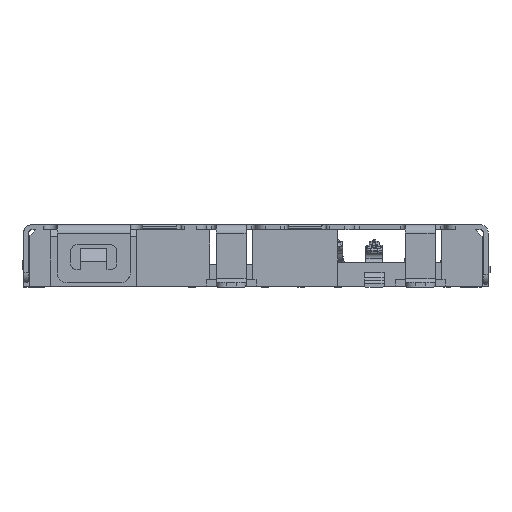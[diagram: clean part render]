
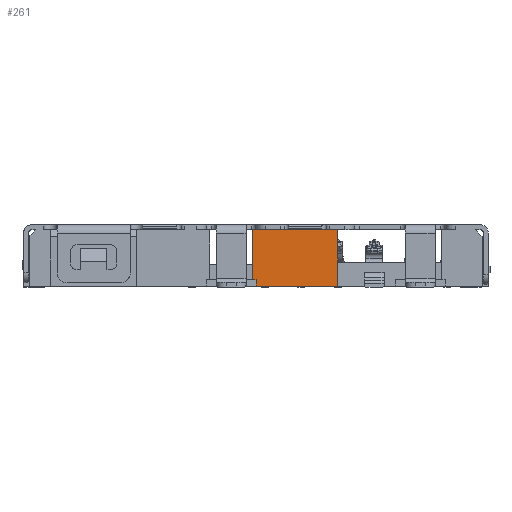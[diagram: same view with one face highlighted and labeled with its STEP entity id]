
A CAD part, front view. The second image highlights one B-rep face of the part: STEP entity #261.
In plain terms, the highlighted planar face has unit normal (0, -1, 0).
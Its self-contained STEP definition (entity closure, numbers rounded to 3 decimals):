
#261=ADVANCED_FACE('',(#2147),#2148,.F.);
#2147=FACE_OUTER_BOUND('',#5557,.T.);
#2148=PLANE('',#5558);
#5557=EDGE_LOOP('',(#34277,#34278,#34279,#34280,#34281,#34282));
#5558=AXIS2_PLACEMENT_3D('',#34283,#34284,#34285);
#34277=ORIENTED_EDGE('',*,*,#46986,.F.);
#34278=ORIENTED_EDGE('',*,*,#47002,.F.);
#34279=ORIENTED_EDGE('',*,*,#47003,.F.);
#34280=ORIENTED_EDGE('',*,*,#47004,.F.);
#34281=ORIENTED_EDGE('',*,*,#46781,.F.);
#34282=ORIENTED_EDGE('',*,*,#47001,.T.);
#34283=CARTESIAN_POINT('',(51.466,58.602,0.75));
#34284=DIRECTION('',(0.0,1.0,0.0));
#34285=DIRECTION('',(1.0,0.0,-0.0));
#46781=EDGE_CURVE('',#51958,#51960,#51961,.T.);
#46986=EDGE_CURVE('',#52309,#52311,#52312,.T.);
#47001=EDGE_CURVE('',#51958,#52311,#52335,.T.);
#47002=EDGE_CURVE('',#52336,#52309,#52337,.T.);
#47003=EDGE_CURVE('',#52338,#52336,#52339,.T.);
#47004=EDGE_CURVE('',#51960,#52338,#52340,.T.);
#51958=VERTEX_POINT('',#59781);
#51960=VERTEX_POINT('',#59784);
#51961=LINE('',#59785,#59786);
#52309=VERTEX_POINT('',#60321);
#52311=VERTEX_POINT('',#60324);
#52312=LINE('',#60325,#60326);
#52335=LINE('',#60363,#60364);
#52336=VERTEX_POINT('',#60365);
#52337=LINE('',#60366,#60367);
#52338=VERTEX_POINT('',#60368);
#52339=LINE('',#60369,#60370);
#52340=LINE('',#60371,#60372);
#59781=CARTESIAN_POINT('',(45.932,58.602,-0.9));
#59784=CARTESIAN_POINT('',(43.472,58.602,-0.9));
#59785=CARTESIAN_POINT('',(45.932,58.602,-0.9));
#59786=VECTOR('',#72915,2.46);
#60321=CARTESIAN_POINT('',(43.372,58.602,0.8));
#60324=CARTESIAN_POINT('',(45.932,58.602,0.8));
#60325=CARTESIAN_POINT('',(43.372,58.602,0.8));
#60326=VECTOR('',#73164,2.56);
#60363=CARTESIAN_POINT('',(45.932,58.602,-0.9));
#60364=VECTOR('',#73179,1.7);
#60365=CARTESIAN_POINT('',(43.372,58.602,-0.7));
#60366=CARTESIAN_POINT('',(43.372,58.602,-0.7));
#60367=VECTOR('',#73180,1.5);
#60368=CARTESIAN_POINT('',(43.472,58.602,-0.7));
#60369=CARTESIAN_POINT('',(43.472,58.602,-0.7));
#60370=VECTOR('',#73181,0.1);
#60371=CARTESIAN_POINT('',(43.472,58.602,-0.9));
#60372=VECTOR('',#73182,0.2);
#72915=DIRECTION('',(-1.0,0.0,0.0));
#73164=DIRECTION('',(1.0,0.0,0.0));
#73179=DIRECTION('',(0.0,0.0,1.0));
#73180=DIRECTION('',(0.0,0.0,1.0));
#73181=DIRECTION('',(-1.0,0.0,0.0));
#73182=DIRECTION('',(0.0,0.0,1.0));
